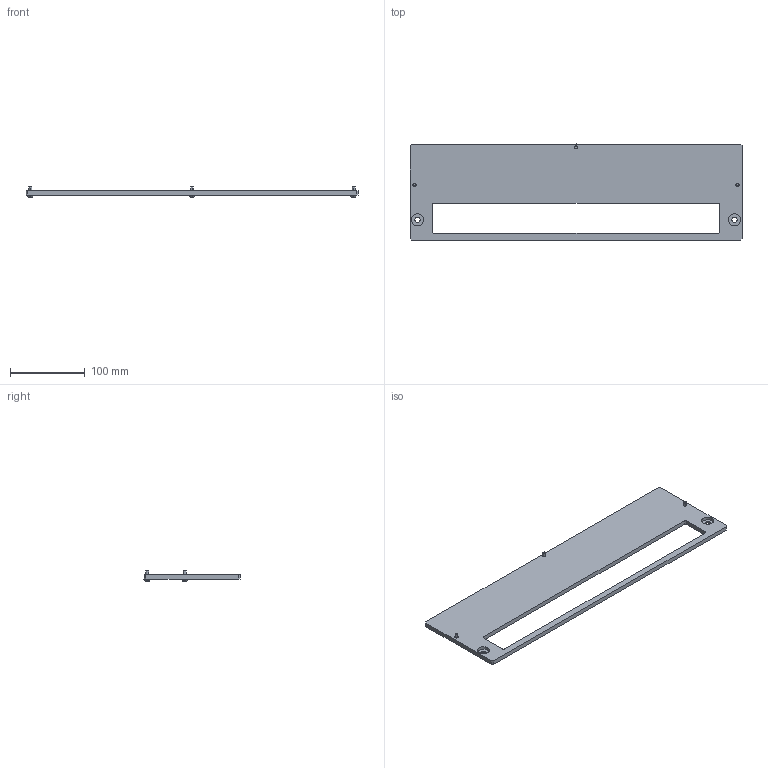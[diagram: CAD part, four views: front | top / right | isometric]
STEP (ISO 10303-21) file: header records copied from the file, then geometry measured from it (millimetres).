
FILE_DESCRIPTION (( 'STEP AP214' ), '1' );
FILE_NAME ('INGUN_114031.STEP', '2022-10-17T13:33:47', ( '' ), ( '' ), 'SwSTEP 2.0', 'SolidWorks 2021', '' );
FILE_SCHEMA (( 'AUTOMOTIVE_DESIGN' ));
Length unit declared in the file: millimetre
Products named in the file (4): ISO7380~n_M04,0x012; 114032~0_S; INGUN_114031; DIN125~n_04,3 M04,0
Assembly tree (7 placements, depth 2):
  INGUN_114031
    114032~0_S
    DIN125~n_04,3 M04,0  x3
    ISO7380~n_M04,0x012  x3
Bounding box: 444 x 128.5 x 14.2 mm (x, y, z)
Volume: 247504.5 mm3; surface area: 96578.8 mm2
Topology: 7 solids, 7 shells, 139 faces, 339 edges, 222 vertices
Faces by surface type: cylinder 93, plane 34, cone 6, torus 6
Entity records: 2321 total; most frequent: DIRECTION 423, CARTESIAN_POINT 366, ORIENTED_EDGE 346, EDGE_CURVE 173, AXIS2_PLACEMENT_3D 171, VERTEX_POINT 114, CIRCLE 92, EDGE_LOOP 87
